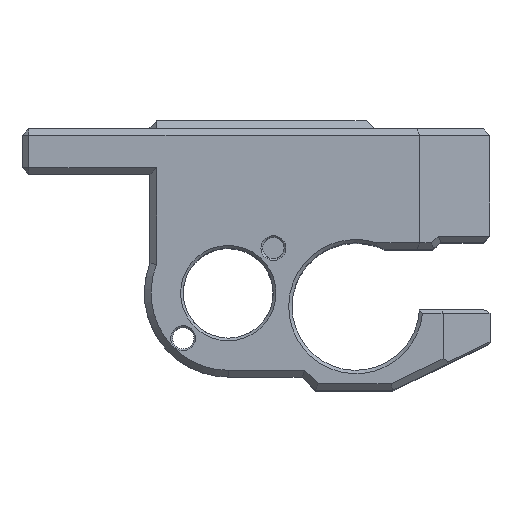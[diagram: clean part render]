
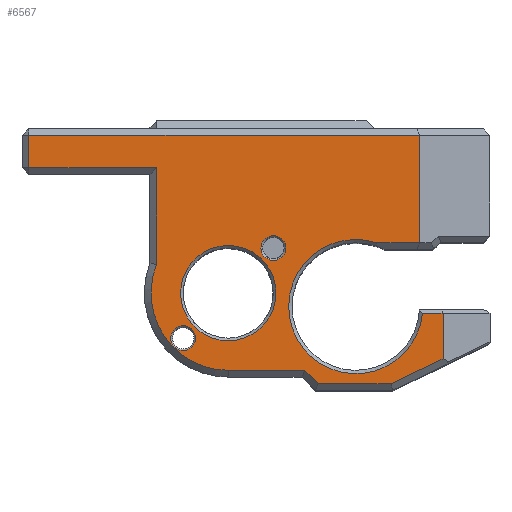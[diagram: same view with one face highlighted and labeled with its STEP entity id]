
A CAD part, top view. The second image highlights one B-rep face of the part: STEP entity #6567.
In plain terms, the highlighted planar face has unit normal (0, 0, 1).
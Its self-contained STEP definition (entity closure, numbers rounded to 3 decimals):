
#251=CIRCLE('',#6959,11.5);
#252=CIRCLE('',#6960,10.);
#253=CIRCLE('',#6961,1.85);
#254=CIRCLE('',#6962,1.85);
#255=CIRCLE('',#6963,7.1);
#461=FACE_BOUND('',#886,.T.);
#462=FACE_BOUND('',#887,.T.);
#463=FACE_BOUND('',#888,.T.);
#501=FACE_OUTER_BOUND('',#885,.T.);
#885=EDGE_LOOP('',(#4445,#4446,#4447,#4448,#4449,#4450,#4451,#4452,#4453,
#4454,#4455,#4456,#4457,#4458));
#886=EDGE_LOOP('',(#4459));
#887=EDGE_LOOP('',(#4460));
#888=EDGE_LOOP('',(#4461));
#1285=LINE('',#8870,#1980);
#1288=LINE('',#8876,#1983);
#1302=LINE('',#8904,#1997);
#1360=LINE('',#9245,#2055);
#1361=LINE('',#9249,#2056);
#1362=LINE('',#9251,#2057);
#1363=LINE('',#9253,#2058);
#1364=LINE('',#9255,#2059);
#1365=LINE('',#9257,#2060);
#1366=LINE('',#9259,#2061);
#1367=LINE('',#9263,#2062);
#1368=LINE('',#9264,#2063);
#1980=VECTOR('',#7368,10.);
#1983=VECTOR('',#7373,10.);
#1997=VECTOR('',#7395,10.);
#2055=VECTOR('',#7465,10.);
#2056=VECTOR('',#7468,10.);
#2057=VECTOR('',#7469,1000.);
#2058=VECTOR('',#7470,1000.);
#2059=VECTOR('',#7471,1000.);
#2060=VECTOR('',#7472,1000.);
#2061=VECTOR('',#7473,1000.);
#2062=VECTOR('',#7476,1000.);
#2063=VECTOR('',#7477,1000.);
#2662=VERTEX_POINT('',#8842);
#2672=VERTEX_POINT('',#8865);
#2673=VERTEX_POINT('',#8872);
#2684=VERTEX_POINT('',#8902);
#2767=VERTEX_POINT('',#9244);
#2768=VERTEX_POINT('',#9246);
#2769=VERTEX_POINT('',#9248);
#2770=VERTEX_POINT('',#9250);
#2771=VERTEX_POINT('',#9252);
#2772=VERTEX_POINT('',#9254);
#2773=VERTEX_POINT('',#9256);
#2774=VERTEX_POINT('',#9258);
#2775=VERTEX_POINT('',#9260);
#2776=VERTEX_POINT('',#9262);
#2777=VERTEX_POINT('',#9265);
#2778=VERTEX_POINT('',#9267);
#2779=VERTEX_POINT('',#9269);
#3314=EDGE_CURVE('',#2662,#2672,#1285,.T.);
#3317=EDGE_CURVE('',#2672,#2673,#1288,.T.);
#3331=EDGE_CURVE('',#2684,#2662,#1302,.T.);
#3421=EDGE_CURVE('',#2767,#2684,#1360,.T.);
#3422=EDGE_CURVE('',#2768,#2767,#251,.T.);
#3423=EDGE_CURVE('',#2769,#2768,#1361,.T.);
#3424=EDGE_CURVE('',#2769,#2770,#1362,.T.);
#3425=EDGE_CURVE('',#2771,#2770,#1363,.T.);
#3426=EDGE_CURVE('',#2771,#2772,#1364,.T.);
#3427=EDGE_CURVE('',#2772,#2773,#1365,.T.);
#3428=EDGE_CURVE('',#2773,#2774,#1366,.T.);
#3429=EDGE_CURVE('',#2774,#2775,#252,.T.);
#3430=EDGE_CURVE('',#2776,#2775,#1367,.T.);
#3431=EDGE_CURVE('',#2673,#2776,#1368,.T.);
#3432=EDGE_CURVE('',#2777,#2777,#253,.T.);
#3433=EDGE_CURVE('',#2778,#2778,#254,.T.);
#3434=EDGE_CURVE('',#2779,#2779,#255,.T.);
#4445=ORIENTED_EDGE('',*,*,#3317,.F.);
#4446=ORIENTED_EDGE('',*,*,#3314,.F.);
#4447=ORIENTED_EDGE('',*,*,#3331,.F.);
#4448=ORIENTED_EDGE('',*,*,#3421,.F.);
#4449=ORIENTED_EDGE('',*,*,#3422,.F.);
#4450=ORIENTED_EDGE('',*,*,#3423,.F.);
#4451=ORIENTED_EDGE('',*,*,#3424,.T.);
#4452=ORIENTED_EDGE('',*,*,#3425,.F.);
#4453=ORIENTED_EDGE('',*,*,#3426,.T.);
#4454=ORIENTED_EDGE('',*,*,#3427,.T.);
#4455=ORIENTED_EDGE('',*,*,#3428,.T.);
#4456=ORIENTED_EDGE('',*,*,#3429,.T.);
#4457=ORIENTED_EDGE('',*,*,#3430,.F.);
#4458=ORIENTED_EDGE('',*,*,#3431,.F.);
#4459=ORIENTED_EDGE('',*,*,#3432,.T.);
#4460=ORIENTED_EDGE('',*,*,#3433,.T.);
#4461=ORIENTED_EDGE('',*,*,#3434,.F.);
#6322=PLANE('',#6958);
#6567=ADVANCED_FACE('',(#501,#461,#462,#463),#6322,.F.);
#6958=AXIS2_PLACEMENT_3D('',#9243,#7463,#7464);
#6959=AXIS2_PLACEMENT_3D('',#9247,#7466,#7467);
#6960=AXIS2_PLACEMENT_3D('',#9261,#7474,#7475);
#6961=AXIS2_PLACEMENT_3D('',#9266,#7478,#7479);
#6962=AXIS2_PLACEMENT_3D('',#9268,#7480,#7481);
#6963=AXIS2_PLACEMENT_3D('',#9270,#7482,#7483);
#7368=DIRECTION('',(0.,1.,0.));
#7373=DIRECTION('',(1.,0.,0.));
#7395=DIRECTION('',(-1.,0.,0.));
#7463=DIRECTION('center_axis',(0.,0.,
-1.));
#7464=DIRECTION('ref_axis',(0.,-1.,0.));
#7465=DIRECTION('',(0.,1.,0.));
#7466=DIRECTION('center_axis',(0.,0.,
-1.));
#7467=DIRECTION('ref_axis',(0.,-1.,0.));
#7468=DIRECTION('',(-1.,0.,0.));
#7469=DIRECTION('',(0.707,-0.707,0.));
#7470=DIRECTION('',(-1.,0.,0.));
#7471=DIRECTION('',(0.901,0.435,0.));
#7472=DIRECTION('',(0.,1.,0.));
#7473=DIRECTION('',(-1.,0.,0.));
#7474=DIRECTION('center_axis',(0.,0.,
-1.));
#7475=DIRECTION('ref_axis',(1.,0.,0.));
#7476=DIRECTION('',(-1.,0.,0.));
#7477=DIRECTION('',(0.,-1.,0.));
#7478=DIRECTION('center_axis',(0.,0.,
-1.));
#7479=DIRECTION('ref_axis',(1.,0.,0.));
#7480=DIRECTION('center_axis',(0.,0.,
-1.));
#7481=DIRECTION('ref_axis',(1.,0.,0.));
#7482=DIRECTION('center_axis',(0.,0.,
1.));
#7483=DIRECTION('ref_axis',(0.,1.,0.));
#8842=CARTESIAN_POINT('',(334.348,-314.764,611.881));
#8865=CARTESIAN_POINT('',(334.348,-309.974,611.881));
#8870=CARTESIAN_POINT('',(334.348,-298.637,611.881));
#8872=CARTESIAN_POINT('',(392.585,-309.974,611.881));
#8876=CARTESIAN_POINT('',(408.265,-309.974,611.881));
#8902=CARTESIAN_POINT('',(353.41,-314.764,611.881));
#8904=CARTESIAN_POINT('',(537.19,-314.764,611.881));
#9243=CARTESIAN_POINT('Origin',(435.515,-270.737,611.881));
#9244=CARTESIAN_POINT('',(353.41,-329.196,611.881));
#9245=CARTESIAN_POINT('',(353.41,-298.429,611.881));
#9246=CARTESIAN_POINT('',(364.085,-344.974,611.881));
#9247=CARTESIAN_POINT('Origin',(364.085,-333.474,611.881));
#9248=CARTESIAN_POINT('',(375.499,-344.974,611.881));
#9249=CARTESIAN_POINT('',(436.835,-344.974,611.881));
#9250=CARTESIAN_POINT('',(377.499,-346.974,611.881));
#9251=CARTESIAN_POINT('',(379.792,-349.266,611.881));
#9252=CARTESIAN_POINT('',(388.356,-346.974,611.881));
#9253=CARTESIAN_POINT('',(435.585,-346.974,611.881));
#9254=CARTESIAN_POINT('',(396.085,-343.242,611.881));
#9255=CARTESIAN_POINT('',(456.506,-314.074,611.881));
#9256=CARTESIAN_POINT('',(396.085,-336.474,611.881));
#9257=CARTESIAN_POINT('',(396.085,-333.474,611.881));
#9258=CARTESIAN_POINT('',(393.035,-336.474,611.881));
#9259=CARTESIAN_POINT('',(435.585,-336.474,611.881));
#9260=CARTESIAN_POINT('',(386.208,-325.974,611.881));
#9261=CARTESIAN_POINT('Origin',(383.085,-335.474,611.881));
#9262=CARTESIAN_POINT('',(392.585,-325.974,611.881));
#9263=CARTESIAN_POINT('',(387.606,-325.974,611.881));
#9264=CARTESIAN_POINT('',(392.585,-292.927,611.881));
#9265=CARTESIAN_POINT('',(357.368,-338.341,611.881));
#9266=CARTESIAN_POINT('Origin',(357.368,-340.191,611.881));
#9267=CARTESIAN_POINT('',(370.803,-324.906,611.881));
#9268=CARTESIAN_POINT('Origin',(370.803,-326.756,611.881));
#9269=CARTESIAN_POINT('',(364.085,-326.374,611.881));
#9270=CARTESIAN_POINT('Origin',(364.085,-333.474,611.881));
